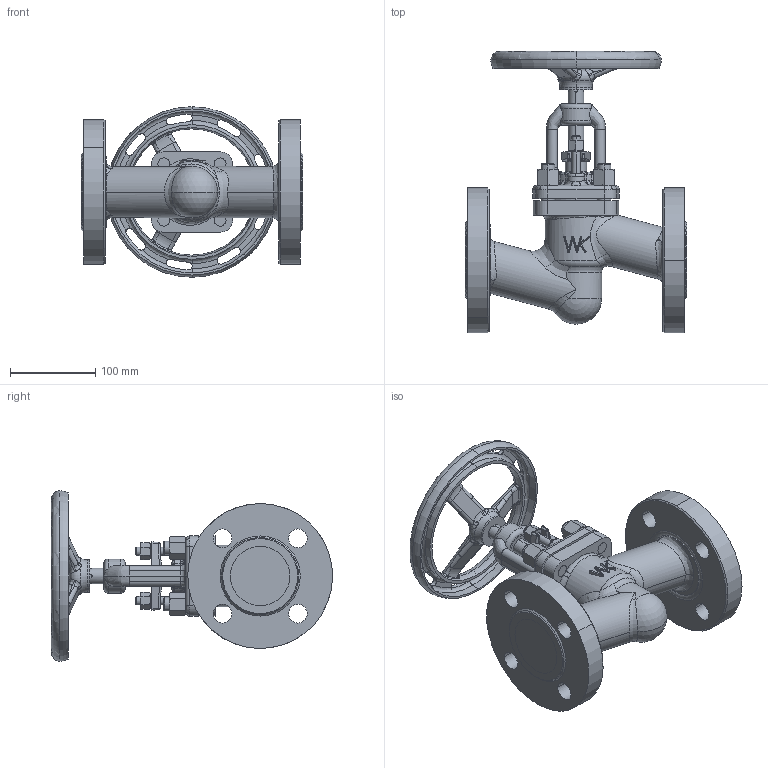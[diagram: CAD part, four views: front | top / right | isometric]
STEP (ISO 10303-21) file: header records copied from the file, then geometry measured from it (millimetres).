
FILE_DESCRIPTION (( 'STEP AP214' ), '1' );
FILE_NAME ('[40] 530 DN40 3-1564 katalog.STEP', '2015-03-18T10:40:25', ( '' ), ( '' ), 'SwSTEP 2.0', 'SolidWorks 2015', '' );
FILE_SCHEMA (( 'AUTOMOTIVE_DESIGN' ));
Length unit declared in the file: millimetre
Products named in the file (1): [40] 530 DN40 3-1564 katalog
Bounding box: 260 x 330 x 200 mm (x, y, z)
Volume: 2633249.3 mm3; surface area: 305830.9 mm2
Topology: 1 solids, 1 shells, 861 faces, 2176 edges, 1291 vertices
Faces by surface type: cylinder 248, plane 210, bspline 189, cone 116, torus 63, sphere 35
Entity records: 44598 total; most frequent: CARTESIAN_POINT 20297, ORIENTED_EDGE 4286, DIRECTION 3552, EDGE_CURVE 2143, AXIS2_PLACEMENT_3D 1509, VERTEX_POINT 1289, EDGE_LOOP 922, FACE_OUTER_BOUND 861
